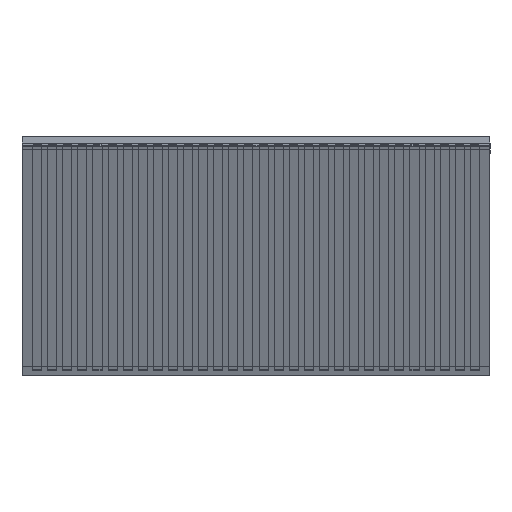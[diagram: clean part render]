
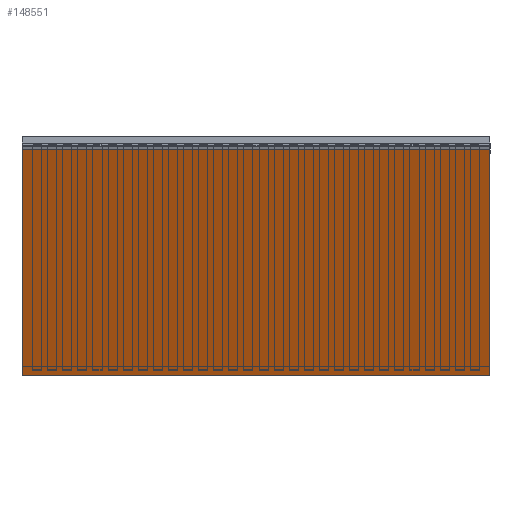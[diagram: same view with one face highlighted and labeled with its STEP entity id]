
A CAD part, left-side view. The second image highlights one B-rep face of the part: STEP entity #148551.
In plain terms, the highlighted planar face has unit normal (-0.916, 0, -0.401).
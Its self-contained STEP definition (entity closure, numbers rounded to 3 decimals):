
#2267=ORIENTED_EDGE('',*,*,#30945,.T.);
#2268=ORIENTED_EDGE('',*,*,#31260,.F.);
#2269=ORIENTED_EDGE('',*,*,#31248,.F.);
#2270=ORIENTED_EDGE('',*,*,#31261,.T.);
#30945=EDGE_CURVE('',#45496,#45495,#55454,.T.);
#31248=EDGE_CURVE('',#45763,#45764,#55757,.T.);
#31260=EDGE_CURVE('',#45764,#45495,#55769,.T.);
#31261=EDGE_CURVE('',#45763,#45496,#55770,.T.);
#45495=VERTEX_POINT('',#190878);
#45496=VERTEX_POINT('',#190880);
#45763=VERTEX_POINT('',#191451);
#45764=VERTEX_POINT('',#191453);
#55454=LINE('',#190879,#70185);
#55757=LINE('',#191452,#70488);
#55769=LINE('',#191474,#70500);
#55770=LINE('',#191476,#70501);
#70185=VECTOR('',#163041,1000.);
#70488=VECTOR('',#163348,1000.);
#70500=VECTOR('',#163372,1000.);
#70501=VECTOR('',#163375,1000.);
#84430=EDGE_LOOP('',(#2267,#2268,#2269,#2270));
#90825=FACE_BOUND('',#84430,.T.);
#97220=PLANE('',#155673);
#148551=ADVANCED_FACE('',(#90825),#97220,.F.);
#155673=AXIS2_PLACEMENT_3D('',#191475,#163373,#163374);
#163041=DIRECTION('',(-0.401,0.,0.916));
#163348=DIRECTION('',(-0.401,0.,0.916));
#163372=DIRECTION('',(0.,-1.,0.));
#163373=DIRECTION('',(0.916,0.,0.401));
#163374=DIRECTION('',(0.401,0.,-0.916));
#163375=DIRECTION('',(0.,-1.,0.));
#190878=CARTESIAN_POINT('',(35.04,0.,-0.167));
#190879=CARTESIAN_POINT('',(35.04,0.,-0.167));
#190880=CARTESIAN_POINT('',(38.32,0.,-7.66));
#191451=CARTESIAN_POINT('',(38.32,15.5,-7.66));
#191452=CARTESIAN_POINT('',(35.04,15.5,-0.167));
#191453=CARTESIAN_POINT('',(35.04,15.5,-0.167));
#191474=CARTESIAN_POINT('',(35.04,15.5,-0.167));
#191475=CARTESIAN_POINT('',(35.04,15.5,-0.167));
#191476=CARTESIAN_POINT('',(38.32,15.5,-7.66));
